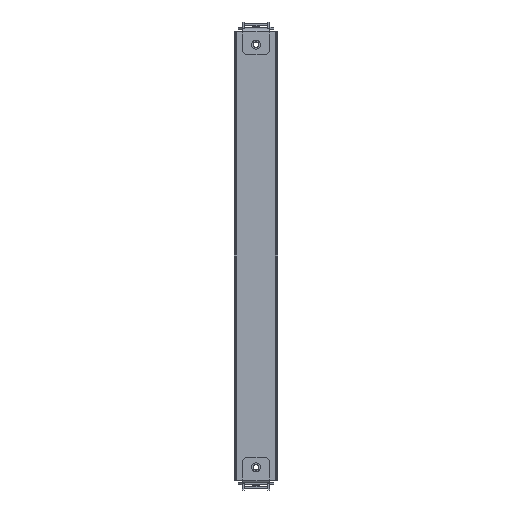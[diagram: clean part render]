
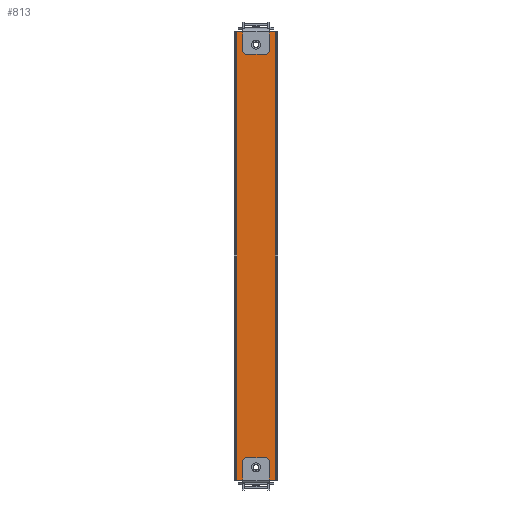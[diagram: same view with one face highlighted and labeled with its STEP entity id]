
A CAD part, left-side view. The second image highlights one B-rep face of the part: STEP entity #813.
In plain terms, the highlighted face is planar.
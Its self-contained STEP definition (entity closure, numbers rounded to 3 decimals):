
#248=DIRECTION('',(0.,0.,1.));
#249=VECTOR('',#248,473.6);
#250=CARTESIAN_POINT('',(3418.39,680.997,255.));
#251=LINE('',#250,#249);
#373=CARTESIAN_POINT('',(3418.39,660.839,715.04));
#374=DIRECTION('',(-1.,0.,0.));
#375=DIRECTION('',(0.,-1.,0.));
#376=AXIS2_PLACEMENT_3D('',#373,#374,#375);
#381=CARTESIAN_POINT('',(3418.39,660.839,715.04));
#382=DIRECTION('',(-1.,0.,0.));
#383=DIRECTION('',(0.,1.,0.));
#384=AXIS2_PLACEMENT_3D('',#381,#382,#383);
#389=CARTESIAN_POINT('',(3418.39,660.839,268.56));
#390=DIRECTION('',(-1.,0.,0.));
#391=DIRECTION('',(0.,-1.,0.));
#392=AXIS2_PLACEMENT_3D('',#389,#390,#391);
#397=CARTESIAN_POINT('',(3418.39,660.839,268.56));
#398=DIRECTION('',(-1.,0.,0.));
#399=DIRECTION('',(0.,1.,0.));
#400=AXIS2_PLACEMENT_3D('',#397,#398,#399);
#405=DIRECTION('',(0.,1.,0.));
#406=VECTOR('',#405,40.317);
#407=CARTESIAN_POINT('',(3418.39,640.68,728.6));
#408=LINE('',#407,#406);
#412=DIRECTION('',(0.,1.,0.));
#413=VECTOR('',#412,40.317);
#414=CARTESIAN_POINT('',(3418.39,640.68,255.));
#415=LINE('',#414,#413);
#448=DIRECTION('',(0.,0.,-1.));
#449=VECTOR('',#448,473.6);
#450=CARTESIAN_POINT('',(3418.39,640.68,728.6));
#451=LINE('',#450,#449);
#564=CARTESIAN_POINT('',(3418.39,680.997,728.6));
#565=VERTEX_POINT('',#564);
#566=CARTESIAN_POINT('',(3418.39,680.997,255.));
#567=VERTEX_POINT('',#566);
#568=CARTESIAN_POINT('',(3418.39,657.839,715.04));
#569=CARTESIAN_POINT('',(3418.39,663.839,715.04));
#570=VERTEX_POINT('',#568);
#571=VERTEX_POINT('',#569);
#572=CARTESIAN_POINT('',(3418.39,657.839,268.56));
#573=CARTESIAN_POINT('',(3418.39,663.839,268.56));
#574=VERTEX_POINT('',#572);
#575=VERTEX_POINT('',#573);
#576=CARTESIAN_POINT('',(3418.39,640.68,728.6));
#577=VERTEX_POINT('',#576);
#578=CARTESIAN_POINT('',(3418.39,640.68,255.));
#579=VERTEX_POINT('',#578);
#790=CARTESIAN_POINT('',(3418.39,660.839,0.));
#791=DIRECTION('',(1.,0.,0.));
#792=DIRECTION('',(0.,1.,0.));
#793=AXIS2_PLACEMENT_3D('',#790,#791,#792);
#794=PLANE('',#793);
#795=ORIENTED_EDGE('',*,*,#644,.T.);
#796=ORIENTED_EDGE('',*,*,#676,.F.);
#797=ORIENTED_EDGE('',*,*,#705,.F.);
#799=ORIENTED_EDGE('',*,*,#798,.F.);
#800=EDGE_LOOP('',(#795,#796,#797,#799));
#801=FACE_OUTER_BOUND('',#800,.F.);
#803=ORIENTED_EDGE('',*,*,#802,.F.);
#805=ORIENTED_EDGE('',*,*,#804,.F.);
#806=EDGE_LOOP('',(#803,#805));
#807=FACE_BOUND('',#806,.F.);
#808=ORIENTED_EDGE('',*,*,#780,.F.);
#810=ORIENTED_EDGE('',*,*,#809,.F.);
#811=EDGE_LOOP('',(#808,#810));
#812=FACE_BOUND('',#811,.F.);
#377=CIRCLE('',#376,3.);
#385=CIRCLE('',#384,3.);
#393=CIRCLE('',#392,3.);
#401=CIRCLE('',#400,3.);
#644=EDGE_CURVE('',#577,#565,#408,.T.);
#676=EDGE_CURVE('',#567,#565,#251,.T.);
#705=EDGE_CURVE('',#579,#567,#415,.T.);
#780=EDGE_CURVE('',#570,#571,#377,.T.);
#798=EDGE_CURVE('',#577,#579,#451,.T.);
#802=EDGE_CURVE('',#574,#575,#393,.T.);
#804=EDGE_CURVE('',#575,#574,#401,.T.);
#809=EDGE_CURVE('',#571,#570,#385,.T.);
#813=ADVANCED_FACE('',(#801,#807,#812),#794,.T.);
